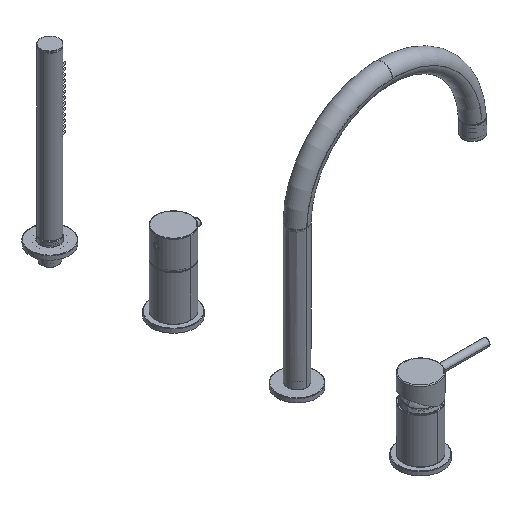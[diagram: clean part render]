
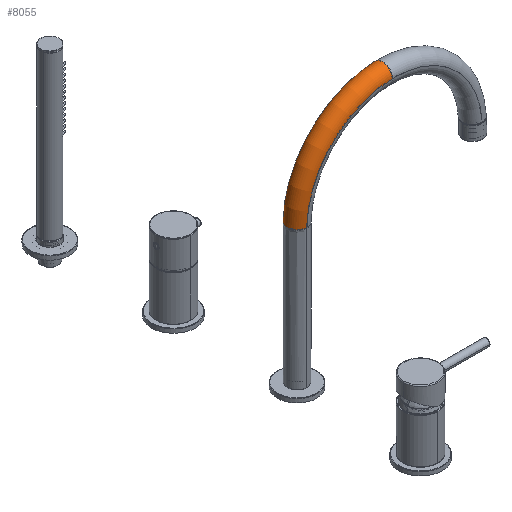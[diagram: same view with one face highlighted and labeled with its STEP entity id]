
A CAD part, isometric view. The second image highlights one B-rep face of the part: STEP entity #8055.
In plain terms, the highlighted toroidal (fillet/blend) face has major radius 106.5 mm and minor radius 12 mm.
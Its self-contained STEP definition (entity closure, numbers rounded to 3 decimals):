
#6599=CARTESIAN_POINT('',(0.013,0.,
168.178));
#6600=DIRECTION('',(-0.016,0.,-1.));
#6601=DIRECTION('',(0.,-1.,0.));
#6602=AXIS2_PLACEMENT_3D('',#6599,#6600,#6601);
#6647=CARTESIAN_POINT('',(106.5,12.,166.5));
#6648=DIRECTION('',(0.,1.,0.));
#6649=DIRECTION('',(-1.,0.,0.016));
#6650=AXIS2_PLACEMENT_3D('',#6647,#6648,#6649);
#6652=CARTESIAN_POINT('',(103.99,0.,272.971));
#6653=DIRECTION('',(-1.,0.,-0.024));
#6654=DIRECTION('',(0.,-1.,0.));
#6655=AXIS2_PLACEMENT_3D('',#6652,#6653,#6654);
#6657=CARTESIAN_POINT('',(106.5,-12.,166.5));
#6658=DIRECTION('',(0.,1.,0.));
#6659=DIRECTION('',(-1.,0.,0.016));
#6660=AXIS2_PLACEMENT_3D('',#6657,#6658,#6659);
#6829=CARTESIAN_POINT('',(103.99,12.,272.97));
#6831=VERTEX_POINT('',#6829);
#6833=CARTESIAN_POINT('',(103.99,-12.,272.97));
#6835=VERTEX_POINT('',#6833);
#6837=CARTESIAN_POINT('',(0.013,-12.,
168.177));
#6838=VERTEX_POINT('',#6837);
#6839=CARTESIAN_POINT('',(0.013,12.,168.177));
#6840=VERTEX_POINT('',#6839);
#8043=CARTESIAN_POINT('',(106.5,0.,
166.5));
#8044=DIRECTION('',(0.,1.,0.));
#8045=DIRECTION('',(-1.,0.,0.016));
#8046=AXIS2_PLACEMENT_3D('',#8043,#8044,#8045);
#8047=TOROIDAL_SURFACE('',#8046,106.5,12.);
#8048=ORIENTED_EDGE('',*,*,#7841,.T.);
#8049=ORIENTED_EDGE('',*,*,#8038,.T.);
#8051=ORIENTED_EDGE('',*,*,#8050,.F.);
#8052=ORIENTED_EDGE('',*,*,#8034,.F.);
#8053=EDGE_LOOP('',(#8048,#8049,#8051,#8052));
#8054=FACE_OUTER_BOUND('',#8053,.F.);
#8055=ADVANCED_FACE('',(#8054),#8047,.T.);
#6603=CIRCLE('',#6602,12.);
#6651=CIRCLE('',#6650,106.5);
#6656=CIRCLE('',#6655,12.);
#6661=CIRCLE('',#6660,106.5);
#7841=EDGE_CURVE('',#6838,#6840,#6603,.T.);
#8034=EDGE_CURVE('',#6838,#6835,#6661,.T.);
#8038=EDGE_CURVE('',#6840,#6831,#6651,.T.);
#8050=EDGE_CURVE('',#6835,#6831,#6656,.T.);
